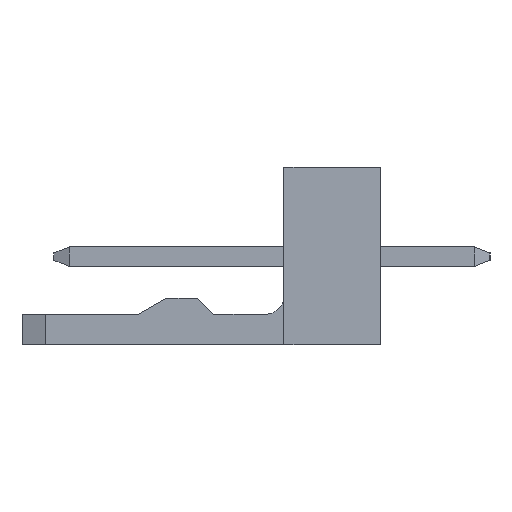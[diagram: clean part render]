
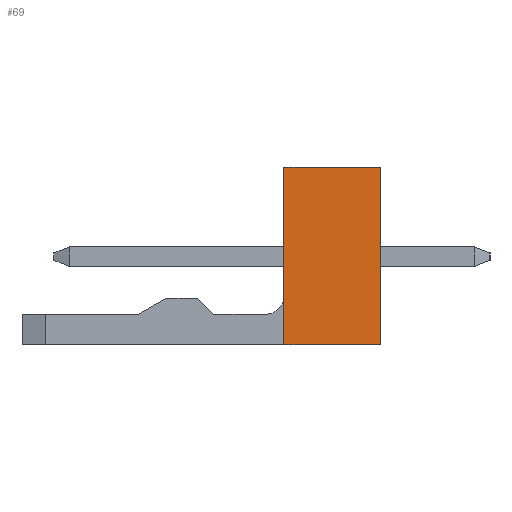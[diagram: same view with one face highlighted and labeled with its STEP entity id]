
A CAD part, left-side view. The second image highlights one B-rep face of the part: STEP entity #69.
In plain terms, the highlighted planar face has unit normal (-1, 0, 0).
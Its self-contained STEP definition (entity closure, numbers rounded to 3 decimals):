
#69=ADVANCED_FACE('',(#652),#653,.F.);
#652=FACE_OUTER_BOUND('',#1846,.T.);
#653=PLANE('',#1847);
#1846=EDGE_LOOP('',(#3040,#3041,#3042,#3043));
#1847=AXIS2_PLACEMENT_3D('',#3044,#3045,#3046);
#3040=ORIENTED_EDGE('',*,*,#7562,.F.);
#3041=ORIENTED_EDGE('',*,*,#7563,.F.);
#3042=ORIENTED_EDGE('',*,*,#7564,.F.);
#3043=ORIENTED_EDGE('',*,*,#7565,.F.);
#3044=CARTESIAN_POINT('',(-20.32,0.0,0.0));
#3045=DIRECTION('',(1.0,0.0,0.0));
#3046=DIRECTION('',(0.0,1.0,0.0));
#7562=EDGE_CURVE('',#9078,#9079,#9080,.T.);
#7563=EDGE_CURVE('',#9081,#9078,#9082,.T.);
#7564=EDGE_CURVE('',#9083,#9081,#9084,.T.);
#7565=EDGE_CURVE('',#9079,#9083,#9085,.T.);
#9078=VERTEX_POINT('',#11402);
#9079=VERTEX_POINT('',#11403);
#9080=LINE('',#11404,#11405);
#9081=VERTEX_POINT('',#11406);
#9082=LINE('',#11407,#11408);
#9083=VERTEX_POINT('',#11409);
#9084=LINE('',#11410,#11411);
#9085=LINE('',#11412,#11413);
#11402=CARTESIAN_POINT('',(-20.32,1.58,-2.9));
#11403=CARTESIAN_POINT('',(-20.32,1.58,2.9));
#11404=CARTESIAN_POINT('',(-20.32,1.58,-2.9));
#11405=VECTOR('',#15142,5.8);
#11406=CARTESIAN_POINT('',(-20.32,-1.58,-2.9));
#11407=CARTESIAN_POINT('',(-20.32,-1.58,-2.9));
#11408=VECTOR('',#15143,3.16);
#11409=CARTESIAN_POINT('',(-20.32,-1.58,2.9));
#11410=CARTESIAN_POINT('',(-20.32,-1.58,2.9));
#11411=VECTOR('',#15144,5.8);
#11412=CARTESIAN_POINT('',(-20.32,1.58,2.9));
#11413=VECTOR('',#15145,3.16);
#15142=DIRECTION('',(0.0,0.0,1.0));
#15143=DIRECTION('',(0.0,1.0,0.0));
#15144=DIRECTION('',(0.0,0.0,-1.0));
#15145=DIRECTION('',(0.0,-1.0,0.0));
